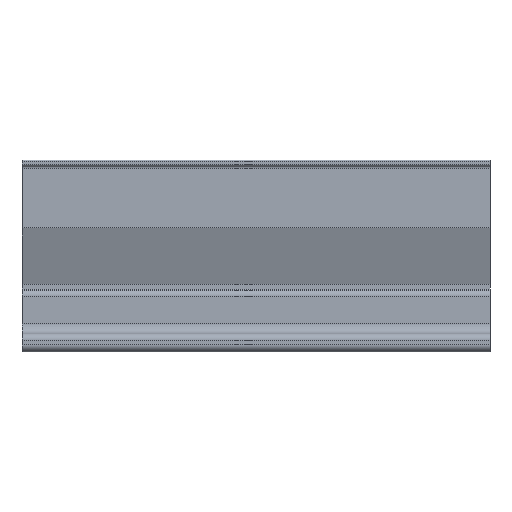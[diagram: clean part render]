
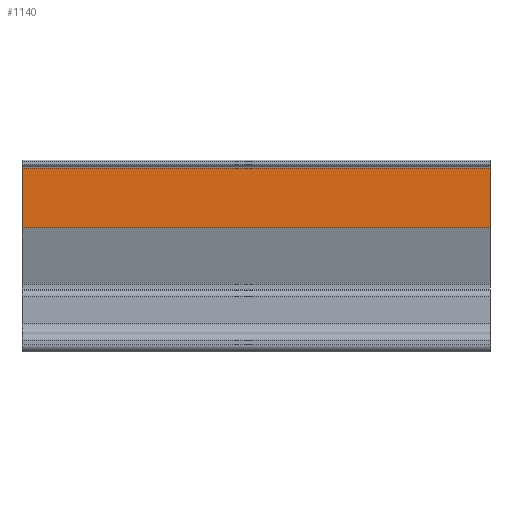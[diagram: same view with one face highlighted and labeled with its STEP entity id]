
A CAD part, front view. The second image highlights one B-rep face of the part: STEP entity #1140.
In plain terms, the highlighted planar face has unit normal (0, -1, 0).
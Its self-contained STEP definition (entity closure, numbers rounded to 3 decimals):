
#1113=AXIS2_PLACEMENT_3D('Plane Axis2P3D',#1110,#1111,#1112) ;
#1088=CARTESIAN_POINT('Vertex',(-100.,0.,39.3)) ;
#1091=CARTESIAN_POINT('Line Origine',(-50.,0.,39.3)) ;
#1095=CARTESIAN_POINT('Vertex',(0.,0.,39.3)) ;
#1110=CARTESIAN_POINT('Axis2P3D Location',(0.,0.,26.5)) ;
#1115=CARTESIAN_POINT('Line Origine',(-100.,0.,32.9)) ;
#1119=CARTESIAN_POINT('Vertex',(-100.,0.,26.5)) ;
#1122=CARTESIAN_POINT('Line Origine',(-50.,0.,26.5)) ;
#1126=CARTESIAN_POINT('Vertex',(0.,0.,26.5)) ;
#1129=CARTESIAN_POINT('Line Origine',(0.,0.,32.9)) ;
#1092=DIRECTION('Vector Direction',(1.,0.,0.)) ;
#1111=DIRECTION('Axis2P3D Direction',(0.,-1.,0.)) ;
#1112=DIRECTION('Axis2P3D XDirection',(0.,0.,1.)) ;
#1116=DIRECTION('Vector Direction',(0.,0.,1.)) ;
#1123=DIRECTION('Vector Direction',(-1.,0.,0.)) ;
#1130=DIRECTION('Vector Direction',(0.,0.,1.)) ;
#1093=VECTOR('Line Direction',#1092,1.) ;
#1117=VECTOR('Line Direction',#1116,1.) ;
#1124=VECTOR('Line Direction',#1123,1.) ;
#1131=VECTOR('Line Direction',#1130,1.) ;
#1135=ORIENTED_EDGE('',*,*,#1121,.T.) ;
#1136=ORIENTED_EDGE('',*,*,#1128,.F.) ;
#1137=ORIENTED_EDGE('',*,*,#1133,.F.) ;
#1138=ORIENTED_EDGE('',*,*,#1097,.T.) ;
#1140=ADVANCED_FACE('Modele simplifie',(#1139),#1114,.T.) ;
#1097=EDGE_CURVE('',#1096,#1089,#1094,.F.) ;
#1121=EDGE_CURVE('',#1089,#1120,#1118,.F.) ;
#1128=EDGE_CURVE('',#1127,#1120,#1125,.T.) ;
#1133=EDGE_CURVE('',#1096,#1127,#1132,.F.) ;
#1134=EDGE_LOOP('',(#1135,#1136,#1137,#1138)) ;
#1139=FACE_OUTER_BOUND('',#1134,.T.) ;
#1094=LINE('Line',#1091,#1093) ;
#1118=LINE('Line',#1115,#1117) ;
#1125=LINE('Line',#1122,#1124) ;
#1132=LINE('Line',#1129,#1131) ;
#1114=PLANE('',#1113) ;
#1089=VERTEX_POINT('',#1088) ;
#1096=VERTEX_POINT('',#1095) ;
#1120=VERTEX_POINT('',#1119) ;
#1127=VERTEX_POINT('',#1126) ;
